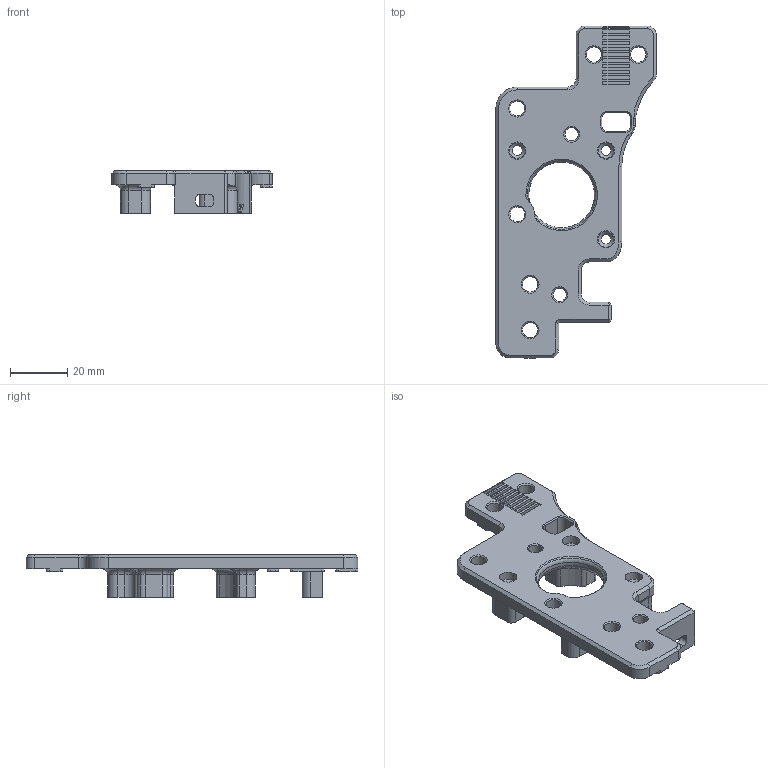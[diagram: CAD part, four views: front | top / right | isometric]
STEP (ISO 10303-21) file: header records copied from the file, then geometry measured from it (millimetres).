
FILE_DESCRIPTION(/* description */ (''),/* implementation_level */ '2;1');
FILE_NAME(/* name */ 'AB DRIBE A SIDE TOP.step',/* time_stamp */ '2021-02-16T23:53:56-08:00',/* author */ (''),/* organization */ (''),/* preprocessor_version */ 'ST-DEVELOPER v18.1',/* originating_system */ 'Autodesk Translation Framework v9.7.1.1290',/* authorisation */ '');
FILE_SCHEMA (('AUTOMOTIVE_DESIGN { 1 0 10303 214 3 1 1 }'));
Length unit declared in the file: millimetre
Products named in the file (1): (Unsaved)
Bounding box: 56.03 x 116 x 15 mm (x, y, z)
Volume: 23764.1 mm3; surface area: 13463 mm2
Topology: 2 solids, 2 shells, 376 faces, 975 edges, 610 vertices
Faces by surface type: plane 167, cylinder 122, cone 35, torus 31, bspline 21
Full cylindrical faces by diameter (mm): 3.5 x4, 4.7 x2, 5.2 x2, 5.4 x4, 6 x3, 6.7 x1, 6.8 x1
Entity records: 12924 total; most frequent: CARTESIAN_POINT 3157, DIRECTION 1997, ORIENTED_EDGE 1944, EDGE_CURVE 972, AXIS2_PLACEMENT_3D 721, VERTEX_POINT 610, LINE 555, VECTOR 555
